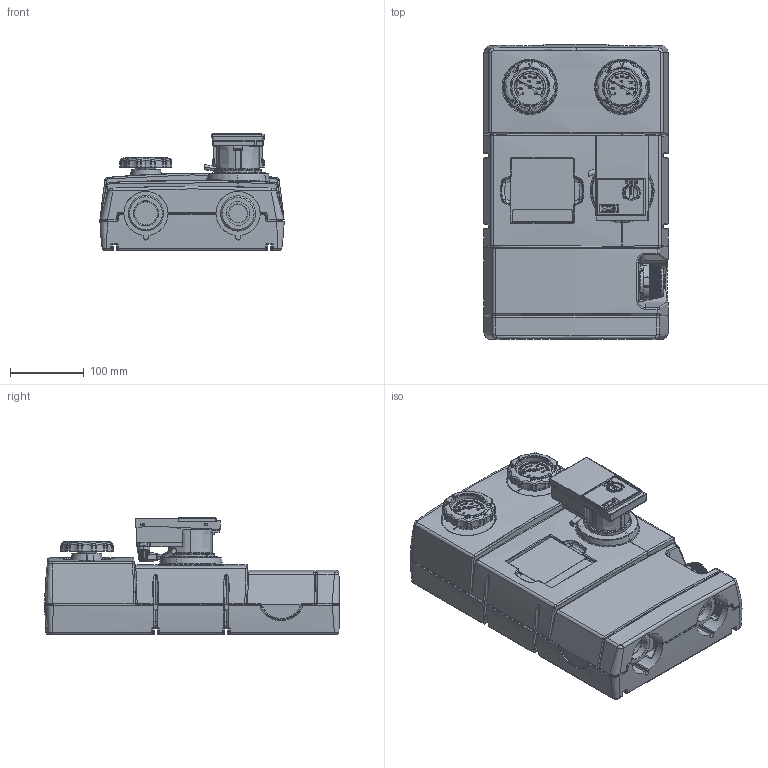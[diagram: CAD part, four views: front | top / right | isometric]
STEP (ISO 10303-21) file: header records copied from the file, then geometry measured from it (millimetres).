
FILE_DESCRIPTION(('CATIA V5 STEP Exchange'),'2;1');
FILE_NAME('61020200 GFA111 DN32.stp','2016-02-10T07:37:27+00:00',('none'),('none'),'CATIA Version 5 Release 20 SP 6 (IN-10)','CATIA V5 STEP AP214','none');
FILE_SCHEMA(('AUTOMOTIVE_DESIGN { 1 0 10303 214 1 1 1 1 }'));
Length unit declared in the file: millimetre
Products named in the file (1): GFA111_AllCATPart
Bounding box: 249.94 x 400.18 x 157.75 mm (x, y, z)
Volume: 8748393.6 mm3; surface area: 604567.3 mm2
Topology: 2 solids, 46 shells, 7393 faces, 19812 edges, 12793 vertices
Faces by surface type: plane 3237, bspline 1588, cylinder 1249, torus 511, cone 452, sphere 195, revolution 139, extrusion 22
Entity records: 354925 total; most frequent: CARTESIAN_POINT 164719, ORIENTED_EDGE 39256, DIRECTION 19894, EDGE_CURVE 19628, VERTEX_POINT 12773, B_SPLINE_CURVE_WITH_KNOTS 9011, AXIS2_PLACEMENT_3D 7996, EDGE_LOOP 7923
